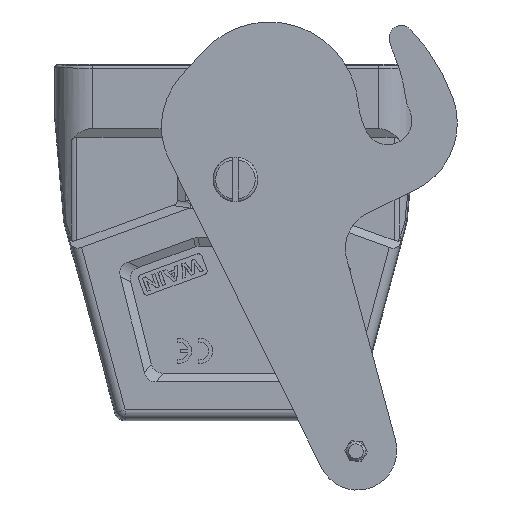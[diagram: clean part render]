
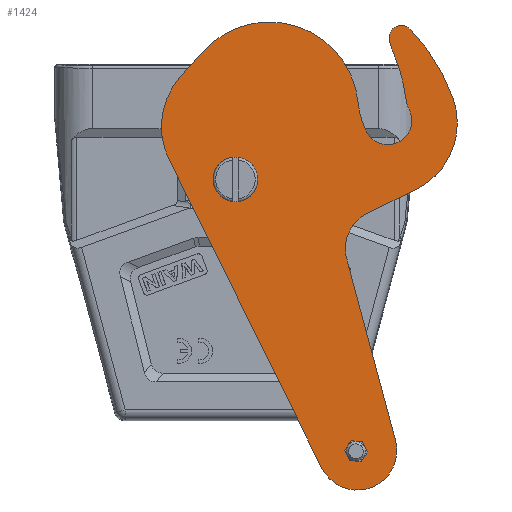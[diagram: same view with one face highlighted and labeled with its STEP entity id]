
A CAD part, front view. The second image highlights one B-rep face of the part: STEP entity #1424.
In plain terms, the highlighted planar face has unit normal (0, -1, 0).
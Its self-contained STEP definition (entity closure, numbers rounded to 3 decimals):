
#1424=ADVANCED_FACE('',(#2126,#2127,#2128),#1739,.F.);
#1739=PLANE('',#9988);
#1980=CIRCLE('',#9972,14.999);
#1982=CIRCLE('',#9976,14.999);
#1983=CIRCLE('',#9977,35.);
#1984=CIRCLE('',#9978,5.);
#1985=CIRCLE('',#9979,4.85);
#1986=CIRCLE('',#9980,14.999);
#1987=CIRCLE('',#9981,18.);
#1988=CIRCLE('',#9982,8.);
#1989=CIRCLE('',#9983,8.005);
#1990=CIRCLE('',#9984,15.);
#1991=CIRCLE('',#9985,38.401);
#1992=CIRCLE('',#9986,2.5);
#1993=CIRCLE('',#9987,4.5);
#2126=FACE_BOUND('',#2652,.T.);
#2127=FACE_BOUND('',#2653,.T.);
#2128=FACE_BOUND('',#2654,.T.);
#2652=EDGE_LOOP('',(#5103,#5104,#5105,#5106,#5107,#5108,#5109,#5110,#5111,
#5112,#5113,#5114,#5115,#5116,#5117,#5118));
#2653=EDGE_LOOP('',(#5119,#5120,#5121,#5122,#5123,#5124));
#2654=EDGE_LOOP('',(#5125));
#5103=ORIENTED_EDGE('',*,*,#7432,.F.);
#5104=ORIENTED_EDGE('',*,*,#7433,.F.);
#5105=ORIENTED_EDGE('',*,*,#7434,.F.);
#5106=ORIENTED_EDGE('',*,*,#7435,.F.);
#5107=ORIENTED_EDGE('',*,*,#7436,.F.);
#5108=ORIENTED_EDGE('',*,*,#7437,.F.);
#5109=ORIENTED_EDGE('',*,*,#7438,.F.);
#5110=ORIENTED_EDGE('',*,*,#7426,.F.);
#5111=ORIENTED_EDGE('',*,*,#7431,.F.);
#5112=ORIENTED_EDGE('',*,*,#7439,.F.);
#5113=ORIENTED_EDGE('',*,*,#7440,.F.);
#5114=ORIENTED_EDGE('',*,*,#7441,.F.);
#5115=ORIENTED_EDGE('',*,*,#7442,.T.);
#5116=ORIENTED_EDGE('',*,*,#7443,.F.);
#5117=ORIENTED_EDGE('',*,*,#7444,.F.);
#5118=ORIENTED_EDGE('',*,*,#7445,.F.);
#5119=ORIENTED_EDGE('',*,*,#7446,.F.);
#5120=ORIENTED_EDGE('',*,*,#7447,.T.);
#5121=ORIENTED_EDGE('',*,*,#7448,.F.);
#5122=ORIENTED_EDGE('',*,*,#7449,.F.);
#5123=ORIENTED_EDGE('',*,*,#7450,.T.);
#5124=ORIENTED_EDGE('',*,*,#7451,.F.);
#5125=ORIENTED_EDGE('',*,*,#7452,.F.);
#6188=VERTEX_POINT('',#16557);
#6190=VERTEX_POINT('',#16560);
#6193=VERTEX_POINT('',#16568);
#6194=VERTEX_POINT('',#16572);
#6195=VERTEX_POINT('',#16573);
#6196=VERTEX_POINT('',#16575);
#6197=VERTEX_POINT('',#16577);
#6198=VERTEX_POINT('',#16579);
#6199=VERTEX_POINT('',#16581);
#6200=VERTEX_POINT('',#16583);
#6201=VERTEX_POINT('',#16586);
#6202=VERTEX_POINT('',#16588);
#6203=VERTEX_POINT('',#16590);
#6204=VERTEX_POINT('',#16592);
#6205=VERTEX_POINT('',#16594);
#6206=VERTEX_POINT('',#16596);
#6207=VERTEX_POINT('',#16599);
#6208=VERTEX_POINT('',#16600);
#6209=VERTEX_POINT('',#16602);
#6210=VERTEX_POINT('',#16604);
#6211=VERTEX_POINT('',#16606);
#6212=VERTEX_POINT('',#16608);
#6213=VERTEX_POINT('',#16611);
#7426=EDGE_CURVE('',#6188,#6190,#1980,.T.);
#7431=EDGE_CURVE('',#6193,#6188,#8324,.T.);
#7432=EDGE_CURVE('',#6194,#6195,#1982,.T.);
#7433=EDGE_CURVE('',#6196,#6194,#1983,.T.);
#7434=EDGE_CURVE('',#6197,#6196,#1984,.T.);
#7435=EDGE_CURVE('',#6198,#6197,#1985,.T.);
#7436=EDGE_CURVE('',#6199,#6198,#1986,.T.);
#7437=EDGE_CURVE('',#6200,#6199,#1987,.T.);
#7438=EDGE_CURVE('',#6190,#6200,#8325,.T.);
#7439=EDGE_CURVE('',#6201,#6193,#1988,.T.);
#7440=EDGE_CURVE('',#6202,#6201,#8326,.T.);
#7441=EDGE_CURVE('',#6203,#6202,#1989,.T.);
#7442=EDGE_CURVE('',#6203,#6204,#8327,.T.);
#7443=EDGE_CURVE('',#6205,#6204,#1990,.T.);
#7444=EDGE_CURVE('',#6206,#6205,#1991,.T.);
#7445=EDGE_CURVE('',#6195,#6206,#1992,.T.);
#7446=EDGE_CURVE('',#6207,#6208,#8328,.T.);
#7447=EDGE_CURVE('',#6207,#6209,#8329,.T.);
#7448=EDGE_CURVE('',#6210,#6209,#8330,.T.);
#7449=EDGE_CURVE('',#6211,#6210,#8331,.T.);
#7450=EDGE_CURVE('',#6211,#6212,#8332,.T.);
#7451=EDGE_CURVE('',#6208,#6212,#8333,.T.);
#7452=EDGE_CURVE('',#6213,#6213,#1993,.T.);
#8324=LINE('',#16569,#9125);
#8325=LINE('',#16584,#9126);
#8326=LINE('',#16587,#9127);
#8327=LINE('',#16591,#9128);
#8328=LINE('',#16598,#9129);
#8329=LINE('',#16601,#9130);
#8330=LINE('',#16603,#9131);
#8331=LINE('',#16605,#9132);
#8332=LINE('',#16607,#9133);
#8333=LINE('',#16609,#9134);
#9125=VECTOR('',#12342,1.);
#9126=VECTOR('',#12357,1.);
#9127=VECTOR('',#12360,1.);
#9128=VECTOR('',#12363,1.);
#9129=VECTOR('',#12370,1.);
#9130=VECTOR('',#12371,1.);
#9131=VECTOR('',#12372,1.);
#9132=VECTOR('',#12373,1.);
#9133=VECTOR('',#12374,1.);
#9134=VECTOR('',#12375,1.);
#9972=AXIS2_PLACEMENT_3D('',#16559,#12333,#12334);
#9976=AXIS2_PLACEMENT_3D('',#16571,#12345,#12346);
#9977=AXIS2_PLACEMENT_3D('',#16574,#12347,#12348);
#9978=AXIS2_PLACEMENT_3D('',#16576,#12349,#12350);
#9979=AXIS2_PLACEMENT_3D('',#16578,#12351,#12352);
#9980=AXIS2_PLACEMENT_3D('',#16580,#12353,#12354);
#9981=AXIS2_PLACEMENT_3D('',#16582,#12355,#12356);
#9982=AXIS2_PLACEMENT_3D('',#16585,#12358,#12359);
#9983=AXIS2_PLACEMENT_3D('',#16589,#12361,#12362);
#9984=AXIS2_PLACEMENT_3D('',#16593,#12364,#12365);
#9985=AXIS2_PLACEMENT_3D('',#16595,#12366,#12367);
#9986=AXIS2_PLACEMENT_3D('',#16597,#12368,#12369);
#9987=AXIS2_PLACEMENT_3D('',#16610,#12376,#12377);
#9988=AXIS2_PLACEMENT_3D('',#16612,#12378,#12379);
#12333=DIRECTION('',(0.,1.,0.));
#12334=DIRECTION('',(0.,0.,1.));
#12342=DIRECTION('',(-0.444,0.,0.896));
#12345=DIRECTION('',(0.,1.,0.));
#12346=DIRECTION('',(0.,0.,1.));
#12347=DIRECTION('',(0.,-1.,0.));
#12348=DIRECTION('',(0.,0.,1.));
#12349=DIRECTION('',(0.,1.,0.));
#12350=DIRECTION('',(0.,0.,1.));
#12351=DIRECTION('',(0.,-1.,0.));
#12352=DIRECTION('',(0.,0.,1.));
#12353=DIRECTION('',(0.,-1.,0.));
#12354=DIRECTION('',(0.,0.,1.));
#12355=DIRECTION('',(0.,1.,0.));
#12356=DIRECTION('',(0.,0.,1.));
#12357=DIRECTION('',(0.668,0.,0.744));
#12358=DIRECTION('',(0.,1.,0.));
#12359=DIRECTION('',(0.,0.,1.));
#12360=DIRECTION('',(0.26,0.,-0.966));
#12361=DIRECTION('',(0.,-1.,0.));
#12362=DIRECTION('',(0.,0.,1.));
#12363=DIRECTION('',(0.9,0.,0.436));
#12364=DIRECTION('',(0.,1.,0.));
#12365=DIRECTION('',(0.,0.,1.));
#12366=DIRECTION('',(0.,1.,0.));
#12367=DIRECTION('',(0.,0.,1.));
#12368=DIRECTION('',(0.,1.,0.));
#12369=DIRECTION('',(0.,0.,1.));
#12370=DIRECTION('',(-0.997,0.,0.072));
#12371=DIRECTION('',(0.436,0.,-0.9));
#12372=DIRECTION('',(0.561,0.,0.828));
#12373=DIRECTION('',(0.997,0.,-0.072));
#12374=DIRECTION('',(-0.436,0.,0.9));
#12375=DIRECTION('',(-0.561,0.,-0.828));
#12376=DIRECTION('',(0.,-1.,0.));
#12377=DIRECTION('',(0.,0.,1.));
#12378=DIRECTION('',(0.,1.,0.));
#12379=DIRECTION('',(0.9,0.,0.436));
#16557=CARTESIAN_POINT('',(-13.399,-26.,-19.239));
#16559=CARTESIAN_POINT('',(0.045,-26.,-12.587));
#16560=CARTESIAN_POINT('',(-11.113,-26.,-2.562));
#16568=CARTESIAN_POINT('',(17.444,-26.,-81.569));
#16569=CARTESIAN_POINT('',(-13.434,-26.,-19.169));
#16571=CARTESIAN_POINT('',(45.69,-26.,8.195));
#16572=CARTESIAN_POINT('',(31.906,-26.,2.281));
#16573=CARTESIAN_POINT('',(31.096,-26.,4.732));
#16574=CARTESIAN_POINT('',(-0.259,-26.,-11.519));
#16575=CARTESIAN_POINT('',(34.488,-26.,-7.322));
#16576=CARTESIAN_POINT('',(39.452,-26.,-6.723));
#16577=CARTESIAN_POINT('',(35.056,-26.,-9.105));
#16578=CARTESIAN_POINT('',(30.793,-26.,-11.416));
#16579=CARTESIAN_POINT('',(26.516,-26.,-13.703));
#16580=CARTESIAN_POINT('',(39.743,-26.,-6.63));
#16581=CARTESIAN_POINT('',(24.8,-26.,-7.927));
#16582=CARTESIAN_POINT('',(6.867,-26.,-9.483));
#16583=CARTESIAN_POINT('',(-6.522,-26.,2.547));
#16584=CARTESIAN_POINT('',(-11.116,-26.,-2.566));
#16585=CARTESIAN_POINT('',(24.615,-26.,-78.021));
#16586=CARTESIAN_POINT('',(32.34,-26.,-75.942));
#16587=CARTESIAN_POINT('',(32.34,-26.,-75.942));
#16588=CARTESIAN_POINT('',(22.602,-26.,-39.759));
#16589=CARTESIAN_POINT('',(30.209,-26.,-37.268));
#16590=CARTESIAN_POINT('',(26.462,-26.,-30.192));
#16591=CARTESIAN_POINT('',(-28.252,-26.,-56.705));
#16592=CARTESIAN_POINT('',(36.356,-26.,-25.394));
#16593=CARTESIAN_POINT('',(29.814,-26.,-11.896));
#16594=CARTESIAN_POINT('',(43.962,-26.,-6.912));
#16595=CARTESIAN_POINT('',(7.743,-26.,-19.67));
#16596=CARTESIAN_POINT('',(35.324,-26.,7.049));
#16597=CARTESIAN_POINT('',(33.528,-26.,5.31));
#16598=CARTESIAN_POINT('',(23.36,-26.,-76.071));
#16599=CARTESIAN_POINT('',(25.663,-26.,-76.238));
#16600=CARTESIAN_POINT('',(23.36,-26.,-76.071));
#16601=CARTESIAN_POINT('',(-17.445,-26.,12.712));
#16602=CARTESIAN_POINT('',(26.67,-26.,-78.316));
#16603=CARTESIAN_POINT('',(26.67,-26.,-78.316));
#16604=CARTESIAN_POINT('',(25.374,-26.,-80.227));
#16605=CARTESIAN_POINT('',(25.374,-26.,-80.227));
#16606=CARTESIAN_POINT('',(23.071,-26.,-80.06));
#16607=CARTESIAN_POINT('',(-21.044,-26.,10.968));
#16608=CARTESIAN_POINT('',(22.064,-26.,-77.982));
#16609=CARTESIAN_POINT('',(22.064,-26.,-77.982));
#16610=CARTESIAN_POINT('',(0.,-26.,-23.283));
#16611=CARTESIAN_POINT('',(0.,-26.,-18.783));
#16612=CARTESIAN_POINT('',(-53.44,-26.,-4.732));
